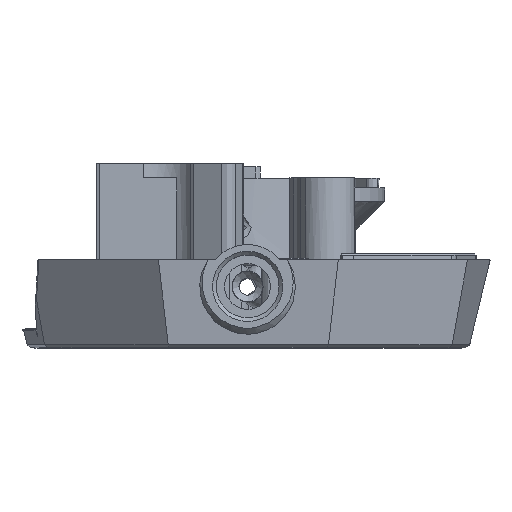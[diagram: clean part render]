
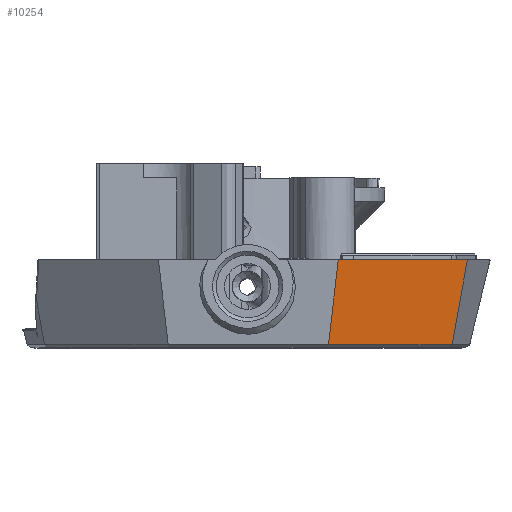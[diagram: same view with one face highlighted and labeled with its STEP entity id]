
A CAD part, top view. The second image highlights one B-rep face of the part: STEP entity #10254.
In plain terms, the highlighted planar face has unit normal (0.622, -0.139, 0.771).
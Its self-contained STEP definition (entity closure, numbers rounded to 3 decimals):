
#1039=FACE_OUTER_BOUND('',#1641,.T.);
#1641=EDGE_LOOP('',(#7877,#7878,#7879,#7880,#7881));
#2316=LINE('',#15937,#3335);
#2346=LINE('',#16092,#3365);
#2443=LINE('',#16646,#3462);
#2448=LINE('',#16653,#3467);
#2520=LINE('',#16971,#3539);
#3335=VECTOR('',#12320,10.);
#3365=VECTOR('',#12418,10.);
#3462=VECTOR('',#12755,10.);
#3467=VECTOR('',#12762,10.);
#3539=VECTOR('',#12962,10.);
#4382=VERTEX_POINT('',#15934);
#4383=VERTEX_POINT('',#15936);
#4441=VERTEX_POINT('',#16090);
#4562=VERTEX_POINT('',#16644);
#4563=VERTEX_POINT('',#16645);
#5487=EDGE_CURVE('',#4382,#4383,#2316,.T.);
#5549=EDGE_CURVE('',#4441,#4382,#2346,.T.);
#5723=EDGE_CURVE('',#4562,#4563,#2443,.T.);
#5728=EDGE_CURVE('',#4563,#4441,#2448,.T.);
#5829=EDGE_CURVE('',#4383,#4562,#2520,.T.);
#7877=ORIENTED_EDGE('',*,*,#5728,.F.);
#7878=ORIENTED_EDGE('',*,*,#5723,.F.);
#7879=ORIENTED_EDGE('',*,*,#5829,.F.);
#7880=ORIENTED_EDGE('',*,*,#5487,.F.);
#7881=ORIENTED_EDGE('',*,*,#5549,.F.);
#9824=PLANE('',#11051);
#10254=ADVANCED_FACE('',(#1039),#9824,.F.);
#11051=AXIS2_PLACEMENT_3D('',#16970,#12960,#12961);
#12320=DIRECTION('',(0.778,0.,-0.628));
#12418=DIRECTION('',(0.114,0.99,0.087));
#12755=DIRECTION('',(-0.778,0.,0.628));
#12762=DIRECTION('',(-0.606,0.537,0.586));
#12960=DIRECTION('center_axis',(-0.622,0.139,-0.771));
#12961=DIRECTION('ref_axis',(-0.778,0.,0.628));
#12962=DIRECTION('',(-0.176,-0.984,-0.035));
#15934=CARTESIAN_POINT('',(12.181,134.5,190.991));
#15936=CARTESIAN_POINT('',(29.515,134.5,177.003));
#15937=CARTESIAN_POINT('',(21.963,134.5,183.097));
#16090=CARTESIAN_POINT('',(10.865,123.098,189.993));
#16092=CARTESIAN_POINT('',(12.131,134.074,190.954));
#16644=CARTESIAN_POINT('',(27.471,123.096,176.593));
#16645=CARTESIAN_POINT('',(10.868,123.096,189.991));
#16646=CARTESIAN_POINT('',(19.123,123.096,183.329));
#16653=CARTESIAN_POINT('',(9.793,124.048,191.03));
#16970=CARTESIAN_POINT('Origin',(22.252,137.85,183.469));
#16971=CARTESIAN_POINT('',(29.164,132.54,176.933));
